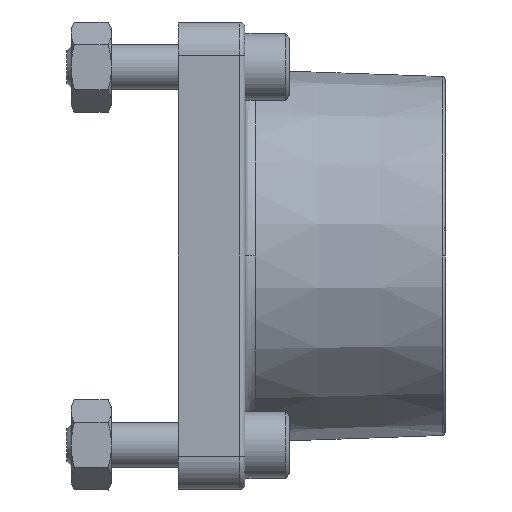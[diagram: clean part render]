
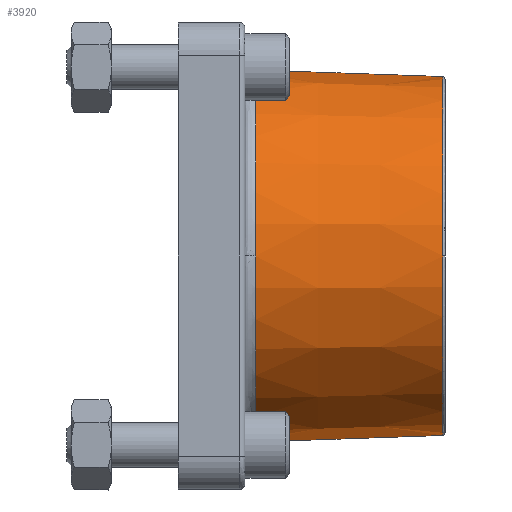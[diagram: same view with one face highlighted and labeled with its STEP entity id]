
A CAD part, front view. The second image highlights one B-rep face of the part: STEP entity #3920.
In plain terms, the highlighted conical face has half-angle 2 degrees and reference radius 26.54 mm.
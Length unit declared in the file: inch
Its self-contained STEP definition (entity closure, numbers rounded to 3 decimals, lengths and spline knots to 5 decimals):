
#133 = ORIENTED_EDGE ( 'NONE', *, *, #9505, .T. ) ;
#350 = CARTESIAN_POINT ( 'NONE',  ( 1.11052, 0., -1.00822 ) ) ;
#603 = VERTEX_POINT ( 'NONE', #12408 ) ;
#1098 = CARTESIAN_POINT ( 'NONE',  ( 0.06032, 0., 0. ) ) ;
#1324 = AXIS2_PLACEMENT_3D ( 'NONE', #1098, #9181, #9321 ) ;
#1351 = CIRCLE ( 'NONE', #6490, 1.00822 ) ;
#1671 = DIRECTION ( 'NONE',  ( 1., 0., 0. ) ) ;
#1738 = DIRECTION ( 'NONE',  ( 0., -1., 0. ) ) ;
#2535 = DIRECTION ( 'NONE',  ( 1., 0., 0. ) ) ;
#2651 = ORIENTED_EDGE ( 'NONE', *, *, #5646, .F. ) ;
#2841 = CIRCLE ( 'NONE', #12197, 1.00822 ) ;
#3123 = EDGE_LOOP ( 'NONE', ( #5449, #2651, #7204, #133, #6660, #3325 ) ) ;
#3261 = LINE ( 'NONE', #11469, #13052 ) ;
#3325 = ORIENTED_EDGE ( 'NONE', *, *, #9163, .T. ) ;
#3685 = CARTESIAN_POINT ( 'NONE',  ( 1.11052, 0., 1.00822 ) ) ;
#3852 = VERTEX_POINT ( 'NONE', #3685 ) ;
#3920 = ADVANCED_FACE ( 'NONE', ( #8886 ), #10712, .T. ) ;
#4535 = CARTESIAN_POINT ( 'NONE',  ( 0.06032, 0., 1.04489 ) ) ;
#5042 = VECTOR ( 'NONE', #12633, 39.37008 ) ;
#5327 = VERTEX_POINT ( 'NONE', #5843 ) ;
#5449 = ORIENTED_EDGE ( 'NONE', *, *, #7031, .F. ) ;
#5646 = EDGE_CURVE ( 'NONE', #12173, #9898, #1351, .T. ) ;
#5753 = DIRECTION ( 'NONE',  ( 0., 1., 0. ) ) ;
#5765 = DIRECTION ( 'NONE',  ( 0., -1., 0. ) ) ;
#5843 = CARTESIAN_POINT ( 'NONE',  ( 0.06032, 0., 1.04489 ) ) ;
#6180 = CARTESIAN_POINT ( 'NONE',  ( 0.06032, -1.04489, 0. ) ) ;
#6490 = AXIS2_PLACEMENT_3D ( 'NONE', #7680, #1671, #5765 ) ;
#6660 = ORIENTED_EDGE ( 'NONE', *, *, #8797, .T. ) ;
#6739 = CARTESIAN_POINT ( 'NONE',  ( 0.06032, 0., 0. ) ) ;
#6774 = EDGE_CURVE ( 'NONE', #3852, #12173, #2841, .T. ) ;
#7031 = EDGE_CURVE ( 'NONE', #9898, #603, #3261, .T. ) ;
#7204 = ORIENTED_EDGE ( 'NONE', *, *, #6774, .F. ) ;
#7400 = DIRECTION ( 'NONE',  ( -0.999, 0., -0.035 ) ) ;
#7420 = DIRECTION ( 'NONE',  ( 1., 0., 0. ) ) ;
#7572 = CIRCLE ( 'NONE', #8620, 1.04489 ) ;
#7680 = CARTESIAN_POINT ( 'NONE',  ( 1.11052, 0., 0. ) ) ;
#8620 = AXIS2_PLACEMENT_3D ( 'NONE', #11489, #7420, #10419 ) ;
#8797 = EDGE_CURVE ( 'NONE', #5327, #11262, #7572, .T. ) ;
#8886 = FACE_OUTER_BOUND ( 'NONE', #3123, .T. ) ;
#9163 = EDGE_CURVE ( 'NONE', #11262, #603, #10332, .T. ) ;
#9181 = DIRECTION ( 'NONE',  ( -1., 0., 0. ) ) ;
#9321 = DIRECTION ( 'NONE',  ( 0., 0., 1. ) ) ;
#9505 = EDGE_CURVE ( 'NONE', #3852, #5327, #12370, .T. ) ;
#9619 = CARTESIAN_POINT ( 'NONE',  ( 1.11052, 0., 0. ) ) ;
#9710 = AXIS2_PLACEMENT_3D ( 'NONE', #6739, #10936, #5753 ) ;
#9898 = VERTEX_POINT ( 'NONE', #350 ) ;
#10332 = CIRCLE ( 'NONE', #9710, 1.04489 ) ;
#10419 = DIRECTION ( 'NONE',  ( 0., 1., 0. ) ) ;
#10712 = CONICAL_SURFACE ( 'NONE', #1324, 1.04489, 0.035 ) ;
#10936 = DIRECTION ( 'NONE',  ( 1., 0., 0. ) ) ;
#11262 = VERTEX_POINT ( 'NONE', #6180 ) ;
#11469 = CARTESIAN_POINT ( 'NONE',  ( 0.06032, 0., -1.04489 ) ) ;
#11471 = CARTESIAN_POINT ( 'NONE',  ( 1.11052, -1.00822, 0. ) ) ;
#11489 = CARTESIAN_POINT ( 'NONE',  ( 0.06032, 0., 0. ) ) ;
#12173 = VERTEX_POINT ( 'NONE', #11471 ) ;
#12197 = AXIS2_PLACEMENT_3D ( 'NONE', #9619, #2535, #1738 ) ;
#12370 = LINE ( 'NONE', #4535, #5042 ) ;
#12408 = CARTESIAN_POINT ( 'NONE',  ( 0.06032, 0., -1.04489 ) ) ;
#12633 = DIRECTION ( 'NONE',  ( -0.999, 0., 0.035 ) ) ;
#13052 = VECTOR ( 'NONE', #7400, 39.37008 ) ;
